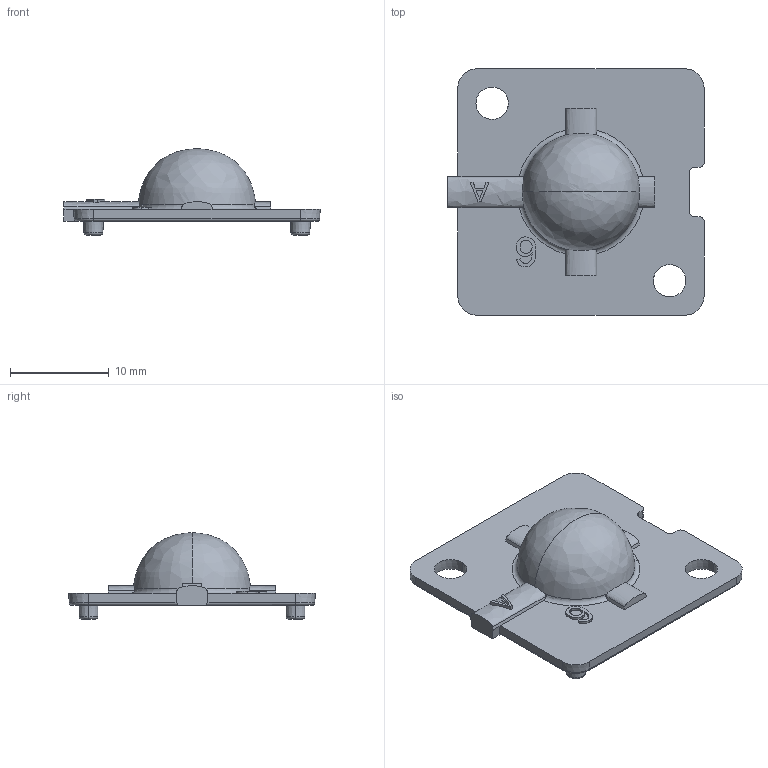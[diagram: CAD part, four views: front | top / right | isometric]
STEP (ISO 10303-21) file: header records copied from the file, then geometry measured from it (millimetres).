
FILE_DESCRIPTION (( 'STEP AP214' ), '1' );
FILE_NAME ('12813_70298_Rev-2_Customer.STP', '2015-09-16T09:53:41', ( '' ), ( '' ), 'SwSTEP 2.0', 'SolidWorks 2014', '' );
FILE_SCHEMA (( 'AUTOMOTIVE_DESIGN' ));
Length unit declared in the file: millimetre
Products named in the file (1): 12813_70298_Rev-2_Customer
Bounding box: 26 x 25 x 8.75 mm (x, y, z)
Volume: 937.4 mm3; surface area: 1540.3 mm2
Topology: 1 solids, 1 shells, 176 faces, 448 edges, 278 vertices
Faces by surface type: bspline 50, plane 43, cylinder 41, torus 24, cone 18
Entity records: 6686 total; most frequent: CARTESIAN_POINT 2703, ORIENTED_EDGE 888, DIRECTION 742, EDGE_CURVE 444, AXIS2_PLACEMENT_3D 279, VERTEX_POINT 278, EDGE_LOOP 188, LINE 184
